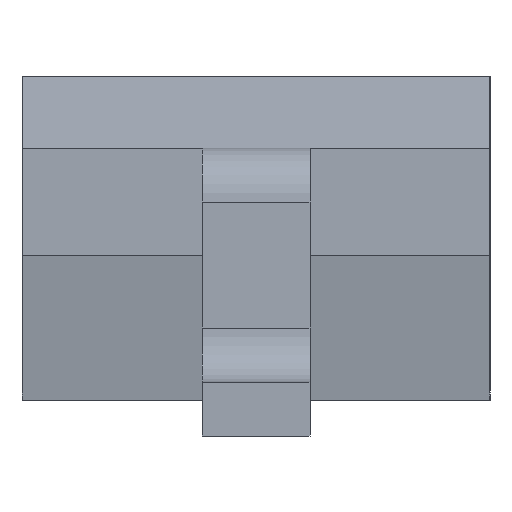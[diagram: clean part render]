
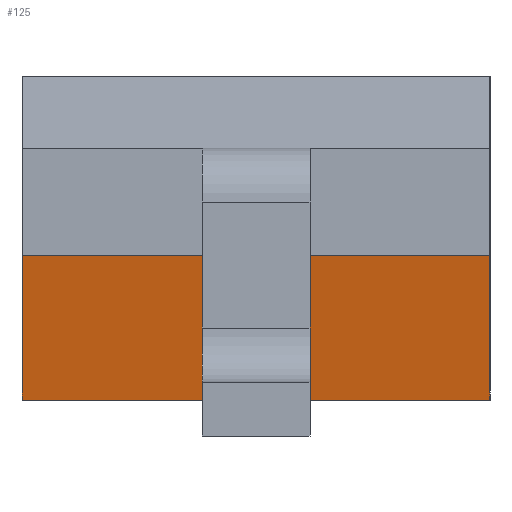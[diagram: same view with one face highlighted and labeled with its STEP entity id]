
A CAD part, left-side view. The second image highlights one B-rep face of the part: STEP entity #125.
In plain terms, the highlighted planar face has unit normal (-0.985, 0, -0.174).
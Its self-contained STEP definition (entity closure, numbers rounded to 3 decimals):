
#2 = VERTEX_POINT ( 'NONE', #1877 ) ;
#6 = VERTEX_POINT ( 'NONE', #1876 ) ;
#7 = EDGE_CURVE ( 'NONE', #2, #6, #1848, .T. ) ;
#111 = VERTEX_POINT ( 'NONE', #2436 ) ;
#117 = EDGE_CURVE ( 'NONE', #6, #111, #2177, .T. ) ;
#125 = ADVANCED_FACE ( 'NONE', ( #2490 ), #2475, .F. ) ;
#127 = EDGE_LOOP ( 'NONE', ( #198, #200, #128, #201 ) ) ;
#128 = ORIENTED_EDGE ( 'NONE', *, *, #117, .F. ) ;
#144 = EDGE_CURVE ( 'NONE', #111, #159, #2537, .T. ) ;
#159 = VERTEX_POINT ( 'NONE', #2598 ) ;
#162 = EDGE_CURVE ( 'NONE', #159, #2, #2593, .T. ) ;
#198 = ORIENTED_EDGE ( 'NONE', *, *, #162, .F. ) ;
#200 = ORIENTED_EDGE ( 'NONE', *, *, #144, .F. ) ;
#201 = ORIENTED_EDGE ( 'NONE', *, *, #7, .F. ) ;
#1845 = DIRECTION ( 'NONE',  ( 0., -1., 0. ) ) ;
#1846 = VECTOR ( 'NONE', #1845, 1000. ) ;
#1847 = CARTESIAN_POINT ( 'NONE',  ( -0.85, 0.65, 0.5 ) ) ;
#1848 = LINE ( 'NONE', #1847, #1846 ) ;
#1876 = CARTESIAN_POINT ( 'NONE',  ( -0.85, -0.65, 0.5 ) ) ;
#1877 = CARTESIAN_POINT ( 'NONE',  ( -0.85, 0.65, 0.5 ) ) ;
#2174 = DIRECTION ( 'NONE',  ( 0.174, 0., -0.985 ) ) ;
#2175 = VECTOR ( 'NONE', #2174, 1000. ) ;
#2176 = CARTESIAN_POINT ( 'NONE',  ( -0.85, -0.65, 0.5 ) ) ;
#2177 = LINE ( 'NONE', #2176, #2175 ) ;
#2436 = CARTESIAN_POINT ( 'NONE',  ( -0.779, -0.65, 0.1 ) ) ;
#2470 = DIRECTION ( 'NONE',  ( 0.174, 0., -0.985 ) ) ;
#2471 = DIRECTION ( 'NONE',  ( 0.985, 0., 0.174 ) ) ;
#2472 = CARTESIAN_POINT ( 'NONE',  ( -0.85, 0.65, 0.5 ) ) ;
#2473 = AXIS2_PLACEMENT_3D ( 'NONE', #2472, #2471, #2470 ) ;
#2475 = PLANE ( 'NONE',  #2473 ) ;
#2490 = FACE_OUTER_BOUND ( 'NONE', #127, .T. ) ;
#2534 = DIRECTION ( 'NONE',  ( 0., 1., 0. ) ) ;
#2535 = VECTOR ( 'NONE', #2534, 1000. ) ;
#2536 = CARTESIAN_POINT ( 'NONE',  ( -0.779, 0.65, 0.1 ) ) ;
#2537 = LINE ( 'NONE', #2536, #2535 ) ;
#2590 = DIRECTION ( 'NONE',  ( -0.174, 0., 0.985 ) ) ;
#2591 = VECTOR ( 'NONE', #2590, 1000. ) ;
#2592 = CARTESIAN_POINT ( 'NONE',  ( -0.85, 0.65, 0.5 ) ) ;
#2593 = LINE ( 'NONE', #2592, #2591 ) ;
#2598 = CARTESIAN_POINT ( 'NONE',  ( -0.779, 0.65, 0.1 ) ) ;
